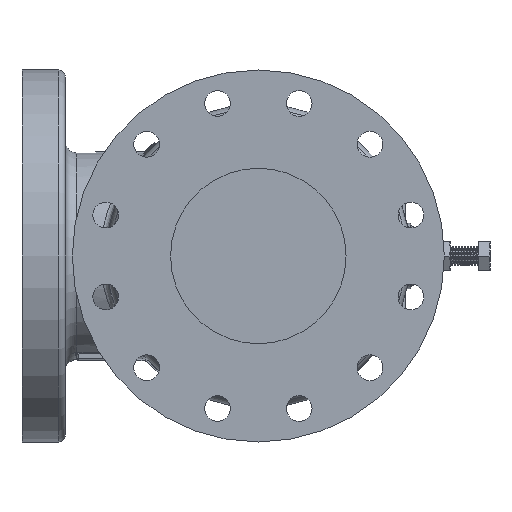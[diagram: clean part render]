
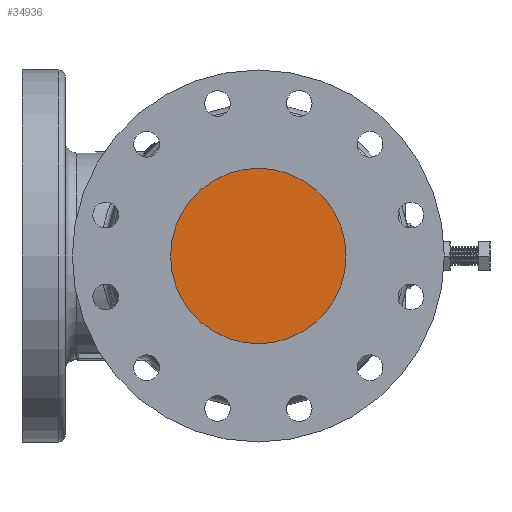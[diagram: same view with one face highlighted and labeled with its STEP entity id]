
A CAD part, left-side view. The second image highlights one B-rep face of the part: STEP entity #34936.
In plain terms, the highlighted planar face has unit normal (-1, 0, 0).
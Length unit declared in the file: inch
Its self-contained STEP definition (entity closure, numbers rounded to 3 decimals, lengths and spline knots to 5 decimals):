
#698 = AXIS2_PLACEMENT_3D ( 'NONE', #10046, #44586, #14987 ) ;
#913 = AXIS2_PLACEMENT_3D ( 'NONE', #16663, #51202, #21642 ) ;
#5880 = CARTESIAN_POINT ( 'NONE',  ( -9.6063, 0., -2.95276 ) ) ;
#9001 = AXIS2_PLACEMENT_3D ( 'NONE', #10228, #44768, #15182 ) ;
#9512 = ORIENTED_EDGE ( 'NONE', *, *, #43565, .T. ) ;
#10046 = CARTESIAN_POINT ( 'NONE',  ( -9.6063, 0., 0. ) ) ;
#10228 = CARTESIAN_POINT ( 'NONE',  ( -9.6063, 0., 0. ) ) ;
#11634 = CIRCLE ( 'NONE', #698, 2.95276 ) ;
#13003 = CARTESIAN_POINT ( 'NONE',  ( -9.6063, 0., 2.95276 ) ) ;
#14987 = DIRECTION ( 'NONE',  ( 0., 0., 1. ) ) ;
#15182 = DIRECTION ( 'NONE',  ( 0., 0., 1. ) ) ;
#16663 = CARTESIAN_POINT ( 'NONE',  ( -9.6063, 0., 0. ) ) ;
#19518 = ORIENTED_EDGE ( 'NONE', *, *, #44576, .T. ) ;
#21642 = DIRECTION ( 'NONE',  ( 0., 0., 1. ) ) ;
#26204 = FACE_OUTER_BOUND ( 'NONE', #40198, .T. ) ;
#34936 = ADVANCED_FACE ( 'NONE', ( #26204 ), #50588, .T. ) ;
#38654 = VERTEX_POINT ( 'NONE', #5880 ) ;
#40198 = EDGE_LOOP ( 'NONE', ( #9512, #19518 ) ) ;
#41939 = CIRCLE ( 'NONE', #9001, 2.95276 ) ;
#43565 = EDGE_CURVE ( 'NONE', #60116, #38654, #41939, .T. ) ;
#44576 = EDGE_CURVE ( 'NONE', #38654, #60116, #11634, .T. ) ;
#44586 = DIRECTION ( 'NONE',  ( -1., 0., 0. ) ) ;
#44768 = DIRECTION ( 'NONE',  ( -1., 0., 0. ) ) ;
#50588 = PLANE ( 'NONE',  #913 ) ;
#51202 = DIRECTION ( 'NONE',  ( -1., 0., 0. ) ) ;
#60116 = VERTEX_POINT ( 'NONE', #13003 ) ;
